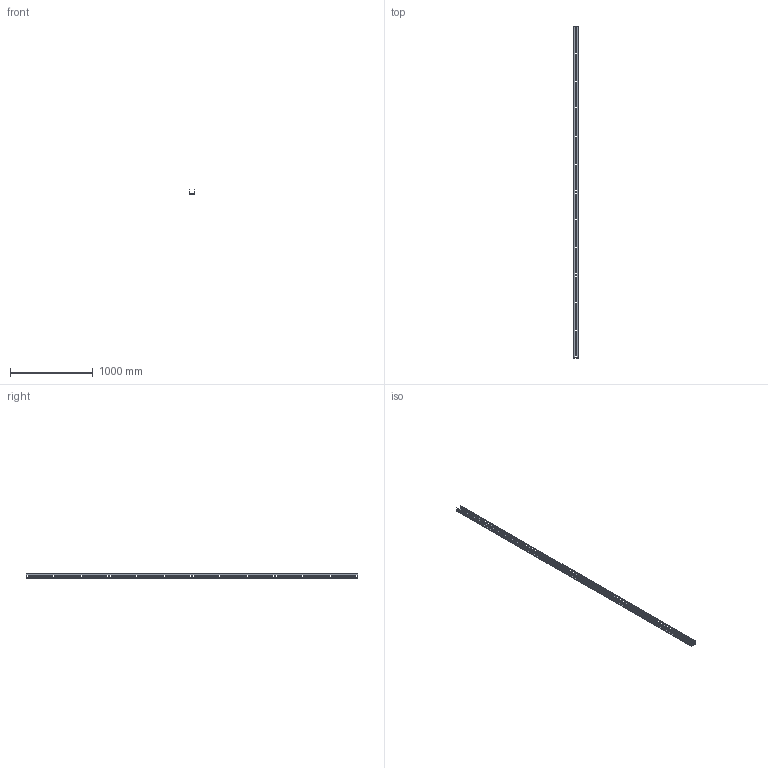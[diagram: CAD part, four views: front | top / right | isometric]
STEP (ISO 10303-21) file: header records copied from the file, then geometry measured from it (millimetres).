
FILE_DESCRIPTION((''),'2;1');
FILE_NAME('6340393','2012-07-23T',('AndreasKeweloh'),(''),'PRO/ENGINEER BY PARAMETRIC TECHNOLOGY CORPORATION, 2012130','PRO/ENGINEER BY PARAMETRIC TECHNOLOGY CORPORATION, 2012130','');
FILE_SCHEMA(('CONFIG_CONTROL_DESIGN'));
Length unit declared in the file: millimetre
Products named in the file (1): 6340393
Bounding box: 70 x 4000 x 50 mm (x, y, z)
Volume: 2012372.4 mm3; surface area: 1131584 mm2
Topology: 1 solids, 1 shells, 974 faces, 2916 edges, 1944 vertices
Faces by surface type: plane 490, cylinder 484
Entity records: 34066 total; most frequent: CARTESIAN_POINT 5834, DIRECTION 5832, ORIENTED_EDGE 5832, EDGE_CURVE 2916, VECTOR 1948, LINE 1948, VERTEX_POINT 1944, AXIS2_PLACEMENT_3D 1942
